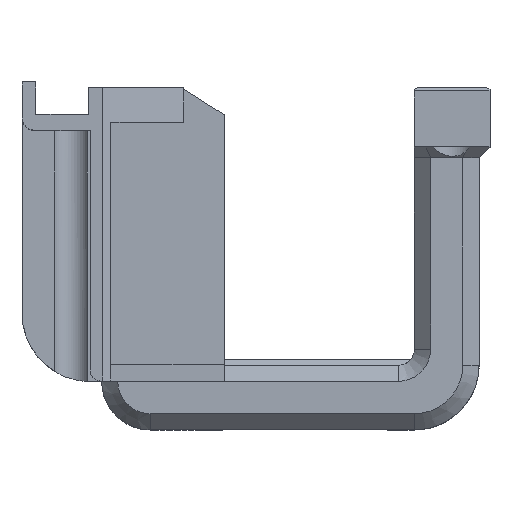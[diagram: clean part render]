
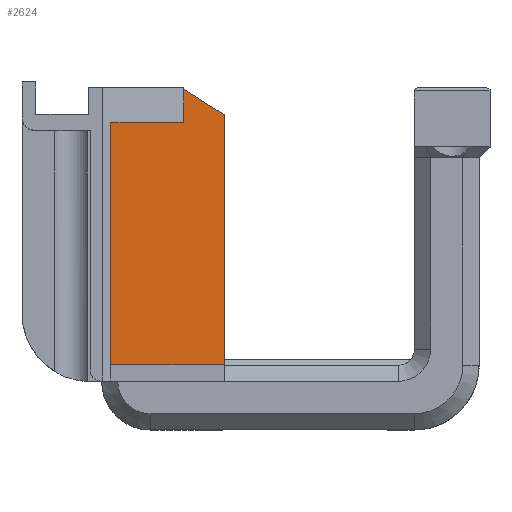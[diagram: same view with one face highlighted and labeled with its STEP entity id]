
A CAD part, top view. The second image highlights one B-rep face of the part: STEP entity #2624.
In plain terms, the highlighted planar face has unit normal (0, 0, 1).
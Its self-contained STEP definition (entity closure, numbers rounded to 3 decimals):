
#298=FACE_OUTER_BOUND('',#459,.T.);
#459=EDGE_LOOP('',(#2267,#2268,#2269,#2270,#2271,#2272));
#582=LINE('',#4041,#845);
#668=LINE('',#4318,#931);
#697=LINE('',#4404,#960);
#698=LINE('',#4408,#961);
#716=LINE('',#4443,#979);
#717=LINE('',#4444,#980);
#845=VECTOR('',#3203,10.);
#931=VECTOR('',#3429,10.);
#960=VECTOR('',#3496,10.);
#961=VECTOR('',#3499,10.);
#979=VECTOR('',#3537,10.);
#980=VECTOR('',#3538,10.);
#1162=VERTEX_POINT('',#4038);
#1163=VERTEX_POINT('',#4040);
#1233=VERTEX_POINT('',#4316);
#1257=VERTEX_POINT('',#4402);
#1258=VERTEX_POINT('',#4406);
#1259=VERTEX_POINT('',#4407);
#1441=EDGE_CURVE('',#1163,#1162,#582,.T.);
#1559=EDGE_CURVE('',#1233,#1162,#668,.T.);
#1597=EDGE_CURVE('',#1257,#1233,#697,.T.);
#1598=EDGE_CURVE('',#1258,#1259,#698,.T.);
#1616=EDGE_CURVE('',#1163,#1259,#716,.T.);
#1617=EDGE_CURVE('',#1257,#1258,#717,.T.);
#2267=ORIENTED_EDGE('',*,*,#1598,.T.);
#2268=ORIENTED_EDGE('',*,*,#1616,.F.);
#2269=ORIENTED_EDGE('',*,*,#1441,.T.);
#2270=ORIENTED_EDGE('',*,*,#1559,.F.);
#2271=ORIENTED_EDGE('',*,*,#1597,.F.);
#2272=ORIENTED_EDGE('',*,*,#1617,.T.);
#2494=PLANE('',#2872);
#2624=ADVANCED_FACE('',(#298),#2494,.T.);
#2872=AXIS2_PLACEMENT_3D('',#4442,#3535,#3536);
#3203=DIRECTION('',(1.,0.,0.));
#3429=DIRECTION('',(0.,-1.,0.));
#3496=DIRECTION('',(0.842,-0.539,0.));
#3499=DIRECTION('',(-1.,0.,0.));
#3535=DIRECTION('center_axis',(0.,0.,1.));
#3536=DIRECTION('ref_axis',(0.,-1.,0.));
#3537=DIRECTION('',(0.,1.,0.));
#3538=DIRECTION('',(0.,-1.,0.));
#4038=CARTESIAN_POINT('',(-10.,-31.,6.));
#4040=CARTESIAN_POINT('',(-24.,-31.,6.));
#4041=CARTESIAN_POINT('',(-24.,-31.,6.));
#4316=CARTESIAN_POINT('',(-10.,0.,6.));
#4318=CARTESIAN_POINT('',(-10.,-31.,6.));
#4402=CARTESIAN_POINT('',(-15.,3.2,6.));
#4404=CARTESIAN_POINT('',(-16.216,3.978,6.));
#4406=CARTESIAN_POINT('',(-15.,-1.,6.));
#4407=CARTESIAN_POINT('',(-24.,-1.,6.));
#4408=CARTESIAN_POINT('',(-22.438,-1.,6.));
#4442=CARTESIAN_POINT('Origin',(-24.,0.,6.));
#4443=CARTESIAN_POINT('',(-24.,0.,6.));
#4444=CARTESIAN_POINT('',(-15.,0.,6.));
